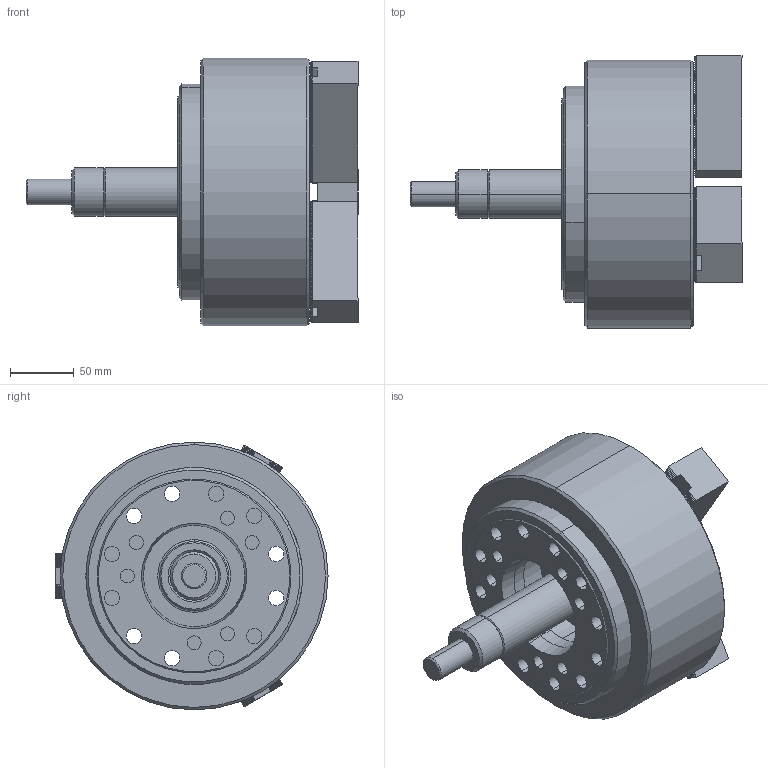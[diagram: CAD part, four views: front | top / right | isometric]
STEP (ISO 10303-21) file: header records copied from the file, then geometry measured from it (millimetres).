
FILE_DESCRIPTION (( 'STEP AP203' ), '1' );
FILE_NAME ('3P-08A5²Õ¦X¥ó.STEP', '2011-03-15T07:38:01', ( 'user' ), ( '' ), 'SwSTEP 2.0', 'SolidWorks 2010', '' );
FILE_SCHEMA (( 'CONFIG_CONTROL_DESIGN' ));
Length unit declared in the file: metre
Products named in the file (8): 3P-08連接管螺栓; 3P-08連接管; 3P-08A5組合件; 3P-08本體; 3P-08中仁; 3P-08連接管螺帽; SJ-08; 3H-08A5法蘭板
Assembly tree (9 placements, depth 2):
  3P-08A5組合件
    3H-08A5法蘭板
    3P-08連接管螺栓
    SJ-08  x3
    3P-08中仁
    3P-08連接管螺帽
    3P-08本體
    3P-08連接管
Bounding box: 260.3 x 213.38 x 210 mm (x, y, z)
Volume: 3347222.7 mm3; surface area: 347195.5 mm2
Topology: 9 solids, 9 shells, 1813 faces, 5286 edges, 3503 vertices
Faces by surface type: plane 1235, cylinder 504, cone 68, torus 6
Entity records: 25604 total; most frequent: CARTESIAN_POINT 5278, ORIENTED_EDGE 4312, DIRECTION 3770, EDGE_CURVE 2156, LINE 1492, VECTOR 1492, VERTEX_POINT 1423, AXIS2_PLACEMENT_3D 1139
